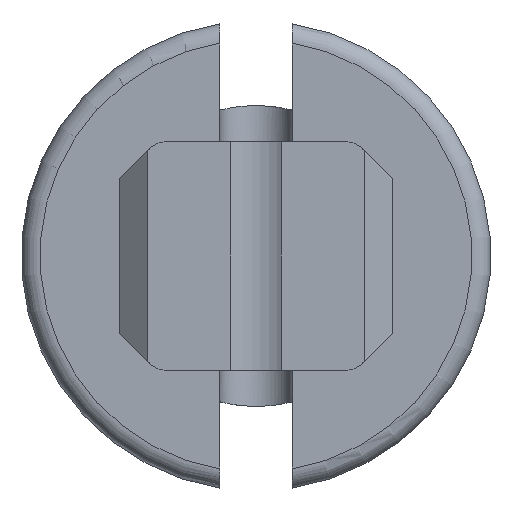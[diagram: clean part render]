
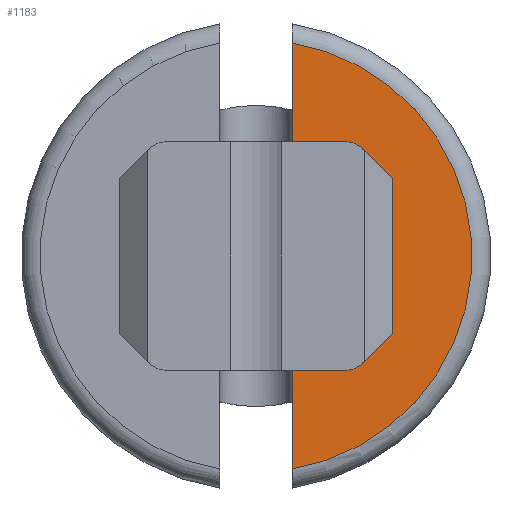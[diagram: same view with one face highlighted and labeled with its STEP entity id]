
A CAD part, left-side view. The second image highlights one B-rep face of the part: STEP entity #1183.
In plain terms, the highlighted planar face has unit normal (-1, 0, 0).
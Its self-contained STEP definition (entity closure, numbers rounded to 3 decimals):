
#53=PLANE('',#1274);
#97=FACE_OUTER_BOUND('',#159,.T.);
#159=EDGE_LOOP('',(#882,#883,#884,#885,#886,#887,#888,#889));
#220=LINE('',#1734,#338);
#223=LINE('',#1739,#341);
#250=LINE('',#1982,#368);
#262=LINE('',#2009,#380);
#263=LINE('',#2013,#381);
#338=VECTOR('',#1378,10.);
#341=VECTOR('',#1381,10.);
#368=VECTOR('',#1432,10.);
#380=VECTOR('',#1450,10.);
#381=VECTOR('',#1453,10.);
#458=CIRCLE('',#1275,3.45);
#459=CIRCLE('',#1276,0.4);
#460=CIRCLE('',#1277,0.4);
#498=VERTEX_POINT('',#1722);
#499=VERTEX_POINT('',#1733);
#500=VERTEX_POINT('',#1736);
#501=VERTEX_POINT('',#1738);
#537=VERTEX_POINT('',#1981);
#549=VERTEX_POINT('',#2008);
#550=VERTEX_POINT('',#2010);
#551=VERTEX_POINT('',#2012);
#618=EDGE_CURVE('',#499,#498,#220,.T.);
#621=EDGE_CURVE('',#501,#500,#223,.T.);
#666=EDGE_CURVE('',#537,#499,#250,.T.);
#679=EDGE_CURVE('',#498,#501,#458,.T.);
#680=EDGE_CURVE('',#500,#549,#262,.T.);
#681=EDGE_CURVE('',#549,#550,#459,.T.);
#682=EDGE_CURVE('',#550,#551,#263,.T.);
#683=EDGE_CURVE('',#551,#537,#460,.T.);
#882=ORIENTED_EDGE('',*,*,#618,.T.);
#883=ORIENTED_EDGE('',*,*,#679,.T.);
#884=ORIENTED_EDGE('',*,*,#621,.T.);
#885=ORIENTED_EDGE('',*,*,#680,.T.);
#886=ORIENTED_EDGE('',*,*,#681,.T.);
#887=ORIENTED_EDGE('',*,*,#682,.T.);
#888=ORIENTED_EDGE('',*,*,#683,.T.);
#889=ORIENTED_EDGE('',*,*,#666,.T.);
#1183=ADVANCED_FACE('',(#97),#53,.T.);
#1274=AXIS2_PLACEMENT_3D('',#2006,#1446,#1447);
#1275=AXIS2_PLACEMENT_3D('',#2007,#1448,#1449);
#1276=AXIS2_PLACEMENT_3D('',#2011,#1451,#1452);
#1277=AXIS2_PLACEMENT_3D('',#2014,#1454,#1455);
#1378=DIRECTION('',(0.,0.,-1.));
#1381=DIRECTION('',(0.,0.,-1.));
#1432=DIRECTION('',(0.,1.,0.));
#1446=DIRECTION('center_axis',(-1.,0.,0.));
#1447=DIRECTION('ref_axis',(0.,0.,-1.));
#1448=DIRECTION('center_axis',(-1.,0.,0.));
#1449=DIRECTION('ref_axis',(0.,0.,-1.));
#1450=DIRECTION('',(0.,-1.,0.));
#1451=DIRECTION('center_axis',(1.,0.,0.));
#1452=DIRECTION('ref_axis',(0.,1.,0.));
#1453=DIRECTION('',(0.,0.,-1.));
#1454=DIRECTION('center_axis',(1.,0.,0.));
#1455=DIRECTION('ref_axis',(0.,0.,1.));
#1722=CARTESIAN_POINT('',(-0.825,-0.575,-3.402));
#1733=CARTESIAN_POINT('',(-0.825,-0.575,-1.825));
#1734=CARTESIAN_POINT('',(-0.825,-0.575,0.));
#1736=CARTESIAN_POINT('',(-0.825,-0.575,1.825));
#1738=CARTESIAN_POINT('',(-0.825,-0.575,3.402));
#1739=CARTESIAN_POINT('',(-0.825,-0.575,0.));
#1981=CARTESIAN_POINT('',(-0.825,-1.425,-1.825));
#1982=CARTESIAN_POINT('',(-0.825,-0.544,-1.825));
#2006=CARTESIAN_POINT('Origin',(-0.825,0.,0.));
#2007=CARTESIAN_POINT('Origin',(-0.825,0.,0.));
#2008=CARTESIAN_POINT('',(-0.825,-1.425,1.825));
#2009=CARTESIAN_POINT('',(-0.825,0.544,1.825));
#2010=CARTESIAN_POINT('',(-0.825,-1.825,1.425));
#2011=CARTESIAN_POINT('Origin',(-0.825,-1.425,1.425));
#2012=CARTESIAN_POINT('',(-0.825,-1.825,-1.425));
#2013=CARTESIAN_POINT('',(-0.825,-1.825,0.));
#2014=CARTESIAN_POINT('Origin',(-0.825,-1.425,-1.425));
